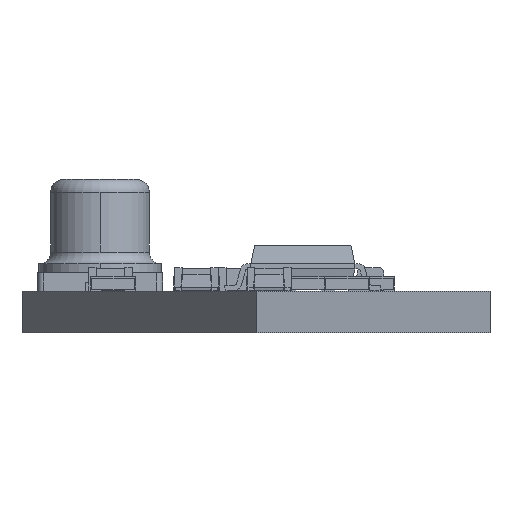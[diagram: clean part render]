
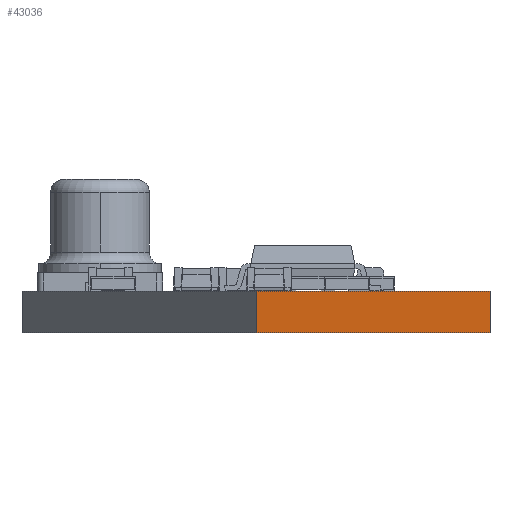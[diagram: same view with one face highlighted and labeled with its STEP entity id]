
A CAD part, front view. The second image highlights one B-rep face of the part: STEP entity #43036.
In plain terms, the highlighted planar face has unit normal (0.822, -0.569, 0).
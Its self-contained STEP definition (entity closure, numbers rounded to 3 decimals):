
#42855 = PLANE('',#42856);
#42856 = AXIS2_PLACEMENT_3D('',#42857,#42858,#42859);
#42857 = CARTESIAN_POINT('',(104.,-21.,0.));
#42858 = DIRECTION('',(1.,0.,-0.));
#42859 = DIRECTION('',(0.,-1.,0.));
#42880 = VERTEX_POINT('',#42881);
#42881 = CARTESIAN_POINT('',(104.,-149.,1.6));
#42895 = PLANE('',#42896);
#42896 = AXIS2_PLACEMENT_3D('',#42897,#42898,#42899);
#42897 = CARTESIAN_POINT('',(104.,-21.,1.6));
#42898 = DIRECTION('',(0.,0.,1.));
#42899 = DIRECTION('',(1.,0.,-0.));
#42907 = EDGE_CURVE('',#42908,#42880,#42910,.T.);
#42908 = VERTEX_POINT('',#42909);
#42909 = CARTESIAN_POINT('',(104.,-149.,0.));
#42910 = SURFACE_CURVE('',#42911,(#42915,#42922),.PCURVE_S1.);
#42911 = LINE('',#42912,#42913);
#42912 = CARTESIAN_POINT('',(104.,-149.,0.));
#42913 = VECTOR('',#42914,1.);
#42914 = DIRECTION('',(0.,0.,1.));
#42915 = PCURVE('',#42855,#42916);
#42916 = DEFINITIONAL_REPRESENTATION('',(#42917),#42921);
#42917 = LINE('',#42918,#42919);
#42918 = CARTESIAN_POINT('',(128.,0.));
#42919 = VECTOR('',#42920,1.);
#42920 = DIRECTION('',(0.,-1.));
#42921 = ( GEOMETRIC_REPRESENTATION_CONTEXT(2) 
PARAMETRIC_REPRESENTATION_CONTEXT() REPRESENTATION_CONTEXT('2D SPACE',''
  ) );
#42922 = PCURVE('',#42923,#42928);
#42923 = PLANE('',#42924);
#42924 = AXIS2_PLACEMENT_3D('',#42925,#42926,#42927);
#42925 = CARTESIAN_POINT('',(104.,-149.,0.));
#42926 = DIRECTION('',(0.822,-0.569,0.));
#42927 = DIRECTION('',(-0.569,-0.822,0.));
#42928 = DEFINITIONAL_REPRESENTATION('',(#42929),#42933);
#42929 = LINE('',#42930,#42931);
#42930 = CARTESIAN_POINT('',(0.,0.));
#42931 = VECTOR('',#42932,1.);
#42932 = DIRECTION('',(0.,-1.));
#42933 = ( GEOMETRIC_REPRESENTATION_CONTEXT(2) 
PARAMETRIC_REPRESENTATION_CONTEXT() REPRESENTATION_CONTEXT('2D SPACE',''
  ) );
#42949 = PLANE('',#42950);
#42950 = AXIS2_PLACEMENT_3D('',#42951,#42952,#42953);
#42951 = CARTESIAN_POINT('',(104.,-21.,0.));
#42952 = DIRECTION('',(0.,0.,1.));
#42953 = DIRECTION('',(1.,0.,-0.));
#43036 = ADVANCED_FACE('',(#43037),#42923,.T.);
#43037 = FACE_BOUND('',#43038,.T.);
#43038 = EDGE_LOOP('',(#43039,#43040,#43063,#43091));
#43039 = ORIENTED_EDGE('',*,*,#42907,.T.);
#43040 = ORIENTED_EDGE('',*,*,#43041,.T.);
#43041 = EDGE_CURVE('',#42880,#43042,#43044,.T.);
#43042 = VERTEX_POINT('',#43043);
#43043 = CARTESIAN_POINT('',(95.,-162.,1.6));
#43044 = SURFACE_CURVE('',#43045,(#43049,#43056),.PCURVE_S1.);
#43045 = LINE('',#43046,#43047);
#43046 = CARTESIAN_POINT('',(104.,-149.,1.6));
#43047 = VECTOR('',#43048,1.);
#43048 = DIRECTION('',(-0.569,-0.822,0.));
#43049 = PCURVE('',#42923,#43050);
#43050 = DEFINITIONAL_REPRESENTATION('',(#43051),#43055);
#43051 = LINE('',#43052,#43053);
#43052 = CARTESIAN_POINT('',(0.,-1.6));
#43053 = VECTOR('',#43054,1.);
#43054 = DIRECTION('',(1.,0.));
#43055 = ( GEOMETRIC_REPRESENTATION_CONTEXT(2) 
PARAMETRIC_REPRESENTATION_CONTEXT() REPRESENTATION_CONTEXT('2D SPACE',''
  ) );
#43056 = PCURVE('',#42895,#43057);
#43057 = DEFINITIONAL_REPRESENTATION('',(#43058),#43062);
#43058 = LINE('',#43059,#43060);
#43059 = CARTESIAN_POINT('',(0.,-128.));
#43060 = VECTOR('',#43061,1.);
#43061 = DIRECTION('',(-0.569,-0.822));
#43062 = ( GEOMETRIC_REPRESENTATION_CONTEXT(2) 
PARAMETRIC_REPRESENTATION_CONTEXT() REPRESENTATION_CONTEXT('2D SPACE',''
  ) );
#43063 = ORIENTED_EDGE('',*,*,#43064,.F.);
#43064 = EDGE_CURVE('',#43065,#43042,#43067,.T.);
#43065 = VERTEX_POINT('',#43066);
#43066 = CARTESIAN_POINT('',(95.,-162.,0.));
#43067 = SURFACE_CURVE('',#43068,(#43072,#43079),.PCURVE_S1.);
#43068 = LINE('',#43069,#43070);
#43069 = CARTESIAN_POINT('',(95.,-162.,0.));
#43070 = VECTOR('',#43071,1.);
#43071 = DIRECTION('',(0.,0.,1.));
#43072 = PCURVE('',#42923,#43073);
#43073 = DEFINITIONAL_REPRESENTATION('',(#43074),#43078);
#43074 = LINE('',#43075,#43076);
#43075 = CARTESIAN_POINT('',(15.811,0.));
#43076 = VECTOR('',#43077,1.);
#43077 = DIRECTION('',(0.,-1.));
#43078 = ( GEOMETRIC_REPRESENTATION_CONTEXT(2) 
PARAMETRIC_REPRESENTATION_CONTEXT() REPRESENTATION_CONTEXT('2D SPACE',''
  ) );
#43079 = PCURVE('',#43080,#43085);
#43080 = PLANE('',#43081);
#43081 = AXIS2_PLACEMENT_3D('',#43082,#43083,#43084);
#43082 = CARTESIAN_POINT('',(95.,-162.,0.));
#43083 = DIRECTION('',(-0.822,-0.569,0.));
#43084 = DIRECTION('',(-0.569,0.822,0.));
#43085 = DEFINITIONAL_REPRESENTATION('',(#43086),#43090);
#43086 = LINE('',#43087,#43088);
#43087 = CARTESIAN_POINT('',(0.,0.));
#43088 = VECTOR('',#43089,1.);
#43089 = DIRECTION('',(0.,-1.));
#43090 = ( GEOMETRIC_REPRESENTATION_CONTEXT(2) 
PARAMETRIC_REPRESENTATION_CONTEXT() REPRESENTATION_CONTEXT('2D SPACE',''
  ) );
#43091 = ORIENTED_EDGE('',*,*,#43092,.F.);
#43092 = EDGE_CURVE('',#42908,#43065,#43093,.T.);
#43093 = SURFACE_CURVE('',#43094,(#43098,#43105),.PCURVE_S1.);
#43094 = LINE('',#43095,#43096);
#43095 = CARTESIAN_POINT('',(104.,-149.,0.));
#43096 = VECTOR('',#43097,1.);
#43097 = DIRECTION('',(-0.569,-0.822,0.));
#43098 = PCURVE('',#42923,#43099);
#43099 = DEFINITIONAL_REPRESENTATION('',(#43100),#43104);
#43100 = LINE('',#43101,#43102);
#43101 = CARTESIAN_POINT('',(0.,0.));
#43102 = VECTOR('',#43103,1.);
#43103 = DIRECTION('',(1.,0.));
#43104 = ( GEOMETRIC_REPRESENTATION_CONTEXT(2) 
PARAMETRIC_REPRESENTATION_CONTEXT() REPRESENTATION_CONTEXT('2D SPACE',''
  ) );
#43105 = PCURVE('',#42949,#43106);
#43106 = DEFINITIONAL_REPRESENTATION('',(#43107),#43111);
#43107 = LINE('',#43108,#43109);
#43108 = CARTESIAN_POINT('',(0.,-128.));
#43109 = VECTOR('',#43110,1.);
#43110 = DIRECTION('',(-0.569,-0.822));
#43111 = ( GEOMETRIC_REPRESENTATION_CONTEXT(2) 
PARAMETRIC_REPRESENTATION_CONTEXT() REPRESENTATION_CONTEXT('2D SPACE',''
  ) );
